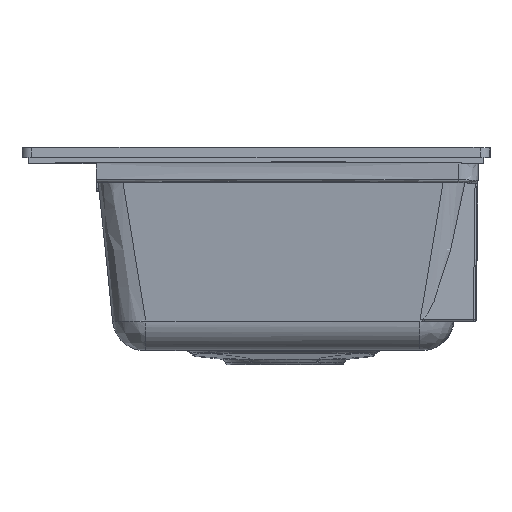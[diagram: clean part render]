
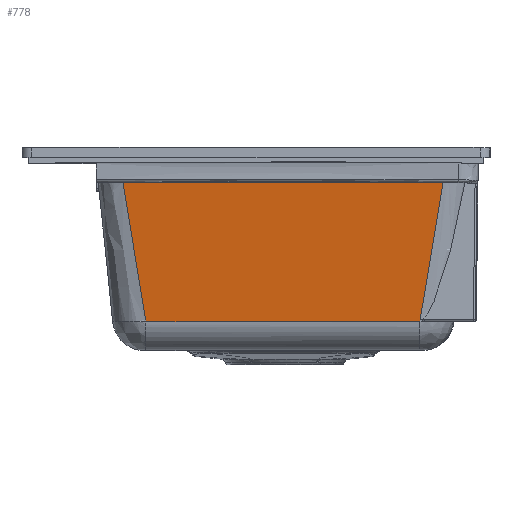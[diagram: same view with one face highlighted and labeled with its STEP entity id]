
A CAD part, left-side view. The second image highlights one B-rep face of the part: STEP entity #778.
In plain terms, the highlighted planar face has unit normal (-0.995, 0, -0.104).
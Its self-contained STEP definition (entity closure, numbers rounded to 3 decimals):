
#252=PLANE('',#4472);
#331=LINE('',#14571,#358);
#358=VECTOR('',#4608,1.);
#503=FACE_OUTER_BOUND('',#1200,.T.);
#778=ADVANCED_FACE('',(#503),#252,.T.);
#1200=EDGE_LOOP('',(#2029,#2030,#2031,#2032,#2033,#2034));
#2029=ORIENTED_EDGE('',*,*,#3583,.T.);
#2030=ORIENTED_EDGE('',*,*,#3589,.F.);
#2031=ORIENTED_EDGE('',*,*,#3590,.F.);
#2032=ORIENTED_EDGE('',*,*,#3591,.F.);
#2033=ORIENTED_EDGE('',*,*,#3592,.F.);
#2034=ORIENTED_EDGE('',*,*,#3593,.T.);
#3022=VERTEX_POINT('',#14516);
#3023=VERTEX_POINT('',#14521);
#3027=VERTEX_POINT('',#14565);
#3028=VERTEX_POINT('',#14570);
#3029=VERTEX_POINT('',#14572);
#3030=VERTEX_POINT('',#14577);
#3583=EDGE_CURVE('',#3023,#3022,#4207,.T.);
#3589=EDGE_CURVE('',#3027,#3022,#4213,.T.);
#3590=EDGE_CURVE('',#3028,#3027,#4214,.T.);
#3591=EDGE_CURVE('',#3029,#3028,#331,.T.);
#3592=EDGE_CURVE('',#3030,#3029,#4215,.T.);
#3593=EDGE_CURVE('',#3030,#3023,#4216,.T.);
#4207=B_SPLINE_CURVE_WITH_KNOTS('',3,(#14517,#14518,#14519,#14520),
 .UNSPECIFIED.,.F.,.F.,(4,4),(0.,1.),.UNSPECIFIED.);
#4213=B_SPLINE_CURVE_WITH_KNOTS('',3,(#14561,#14562,#14563,#14564),
 .UNSPECIFIED.,.F.,.F.,(4,4),(0.,1.),.UNSPECIFIED.);
#4214=B_SPLINE_CURVE_WITH_KNOTS('',3,(#14566,#14567,#14568,#14569),
 .UNSPECIFIED.,.F.,.F.,(4,4),(0.,1.),.UNSPECIFIED.);
#4215=B_SPLINE_CURVE_WITH_KNOTS('',3,(#14573,#14574,#14575,#14576),
 .UNSPECIFIED.,.F.,.F.,(4,4),(0.,1.),.UNSPECIFIED.);
#4216=B_SPLINE_CURVE_WITH_KNOTS('',3,(#14578,#14579,#14580,#14581),
 .UNSPECIFIED.,.F.,.F.,(4,4),(0.,1.),.UNSPECIFIED.);
#4472=AXIS2_PLACEMENT_3D('',#14582,#4609,#4610);
#4608=DIRECTION('',(0.,1.,0.));
#4609=DIRECTION('',(-0.995,0.,-0.105));
#4610=DIRECTION('',(-0.105,0.,0.995));
#14516=CARTESIAN_POINT('',(-1328.664,164.215,-34.68));
#14517=CARTESIAN_POINT('',(-1328.662,-160.474,-34.698));
#14518=CARTESIAN_POINT('',(-1328.667,-52.318,-34.653));
#14519=CARTESIAN_POINT('',(-1328.668,55.912,-34.647));
#14520=CARTESIAN_POINT('',(-1328.664,164.216,-34.68));
#14521=CARTESIAN_POINT('',(-1328.662,-160.476,-34.698));
#14561=CARTESIAN_POINT('',(-1313.969,140.969,-174.495));
#14562=CARTESIAN_POINT('',(-1318.892,148.29,-127.656));
#14563=CARTESIAN_POINT('',(-1323.779,156.234,-81.162));
#14564=CARTESIAN_POINT('',(-1328.664,164.215,-34.68));
#14565=CARTESIAN_POINT('',(-1313.969,140.97,-174.495));
#14566=CARTESIAN_POINT('',(-1313.797,140.714,-176.127));
#14567=CARTESIAN_POINT('',(-1313.855,140.799,-175.583));
#14568=CARTESIAN_POINT('',(-1313.912,140.884,-175.039));
#14569=CARTESIAN_POINT('',(-1313.969,140.969,-174.495));
#14570=CARTESIAN_POINT('',(-1313.797,140.715,-176.127));
#14571=CARTESIAN_POINT('',(-1313.797,-180.582,-176.127));
#14572=CARTESIAN_POINT('',(-1313.797,-136.788,-176.127));
#14573=CARTESIAN_POINT('',(-1313.969,-137.069,-174.495));
#14574=CARTESIAN_POINT('',(-1313.912,-136.976,-175.039));
#14575=CARTESIAN_POINT('',(-1313.855,-136.883,-175.583));
#14576=CARTESIAN_POINT('',(-1313.798,-136.79,-176.127));
#14577=CARTESIAN_POINT('',(-1313.969,-137.067,-174.495));
#14578=CARTESIAN_POINT('',(-1313.969,-137.066,-174.495));
#14579=CARTESIAN_POINT('',(-1317.479,-142.764,-141.105));
#14580=CARTESIAN_POINT('',(-1322.376,-150.567,-94.506));
#14581=CARTESIAN_POINT('',(-1328.662,-160.474,-34.698));
#14582=CARTESIAN_POINT('',(-1329.983,-180.582,-22.136));
